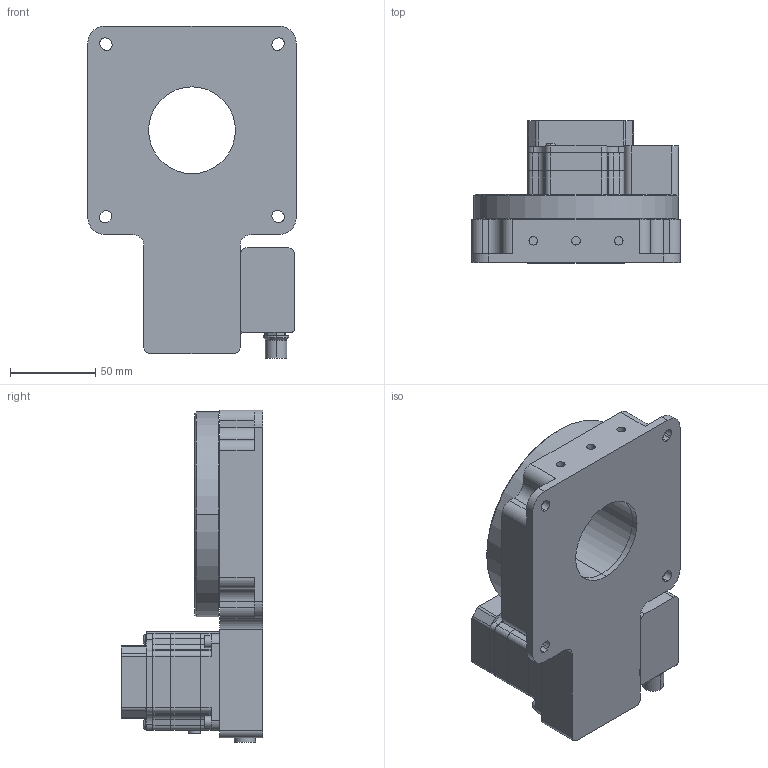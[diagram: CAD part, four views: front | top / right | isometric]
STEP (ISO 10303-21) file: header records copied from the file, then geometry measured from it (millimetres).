
FILE_DESCRIPTION (( 'STEP AP203' ), '1' );
FILE_NAME ('X-RSB120xU-E01.step', '2023-05-30T18:48:53', ( '' ), ( '' ), 'SwSTEP 2.0', 'SolidWorks 2019', '' );
FILE_SCHEMA (( 'CONFIG_CONTROL_DESIGN' ));
Length unit declared in the file: millimetre
Products named in the file (4): X-RSB120xU-E01; RSB120_top^RSB120; RSB120_base^RSB120_RSB120; RSB120_motor^RSB120_X-RSB-E01 (short)
Assembly tree (3 placements, depth 2):
  X-RSB120xU-E01
    RSB120_base^RSB120_RSB120
    RSB120_top^RSB120
    RSB120_motor^RSB120_X-RSB-E01 (short)
Bounding box: 122 x 83.04 x 194.25 mm (x, y, z)
Volume: 798792.6 mm3; surface area: 172494.5 mm2
Topology: 32 solids, 32 shells, 736 faces, 1755 edges, 1147 vertices
Faces by surface type: plane 398, cylinder 300, cone 30, torus 8
Entity records: 21877 total; most frequent: CARTESIAN_POINT 3884, DIRECTION 3833, ORIENTED_EDGE 3486, EDGE_CURVE 1743, AXIS2_PLACEMENT_3D 1400, VERTEX_POINT 1147, LINE 1033, VECTOR 1033
